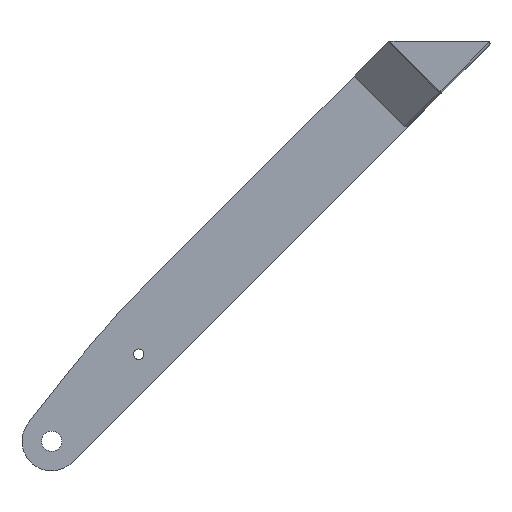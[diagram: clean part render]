
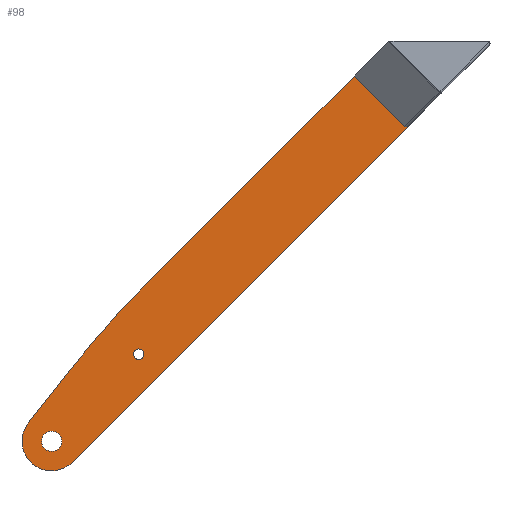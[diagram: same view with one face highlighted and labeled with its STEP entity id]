
A CAD part, front view. The second image highlights one B-rep face of the part: STEP entity #98.
In plain terms, the highlighted planar face has unit normal (0, -1, 0).
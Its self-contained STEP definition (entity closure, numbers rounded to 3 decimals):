
#9 = CIRCLE ( 'NONE', #239, 12. ) ;
#21 = CARTESIAN_POINT ( 'NONE',  ( 0., 0., -12. ) ) ;
#26 = EDGE_CURVE ( 'NONE', #475, #366, #874, .T. ) ;
#27 = CARTESIAN_POINT ( 'NONE',  ( 8.485, 0., -8.485 ) ) ;
#28 = EDGE_CURVE ( 'NONE', #571, #415, #615, .T. ) ;
#29 = AXIS2_PLACEMENT_3D ( 'NONE', #445, #107, #369 ) ;
#44 = DIRECTION ( 'NONE',  ( -0.707, 0., -0.707 ) ) ;
#51 = ORIENTED_EDGE ( 'NONE', *, *, #601, .T. ) ;
#58 = CIRCLE ( 'NONE', #553, 400. ) ;
#62 = EDGE_CURVE ( 'NONE', #494, #571, #693, .T. ) ;
#98 = ADVANCED_FACE ( 'NONE', ( #120, #170, #576 ), #709, .T. ) ;
#107 = DIRECTION ( 'NONE',  ( 0., -1., 0. ) ) ;
#108 = CARTESIAN_POINT ( 'NONE',  ( 0., 0., 0. ) ) ;
#111 = EDGE_LOOP ( 'NONE', ( #216, #162, #414, #348, #119, #829, #785, #698 ) ) ;
#119 = ORIENTED_EDGE ( 'NONE', *, *, #570, .T. ) ;
#120 = FACE_OUTER_BOUND ( 'NONE', #111, .T. ) ;
#122 = DIRECTION ( 'NONE',  ( 0., -1., 0. ) ) ;
#126 = LINE ( 'NONE', #675, #552 ) ;
#133 = AXIS2_PLACEMENT_3D ( 'NONE', #750, #479, #745 ) ;
#142 = DIRECTION ( 'NONE',  ( -0.707, 0., 0.707 ) ) ;
#154 = VERTEX_POINT ( 'NONE', #853 ) ;
#162 = ORIENTED_EDGE ( 'NONE', *, *, #62, .T. ) ;
#170 = FACE_BOUND ( 'NONE', #583, .T. ) ;
#179 = CARTESIAN_POINT ( 'NONE',  ( 39.303, 0., 64.759 ) ) ;
#187 = DIRECTION ( 'NONE',  ( 0., -1., 0. ) ) ;
#202 = VECTOR ( 'NONE', #331, 1000. ) ;
#204 = CARTESIAN_POINT ( 'NONE',  ( 145.298, 0., 128.327 ) ) ;
#205 = VERTEX_POINT ( 'NONE', #431 ) ;
#216 = ORIENTED_EDGE ( 'NONE', *, *, #347, .T. ) ;
#218 = CARTESIAN_POINT ( 'NONE',  ( 122.787, 0., 148.243 ) ) ;
#223 = CARTESIAN_POINT ( 'NONE',  ( 145.298, 0., 128.327 ) ) ;
#229 = CARTESIAN_POINT ( 'NONE',  ( 0., 0., 4.1 ) ) ;
#239 = AXIS2_PLACEMENT_3D ( 'NONE', #108, #187, #707 ) ;
#267 = CARTESIAN_POINT ( 'NONE',  ( 35.355, 0., 35.355 ) ) ;
#280 = CARTESIAN_POINT ( 'NONE',  ( 0., 0., 0. ) ) ;
#285 = AXIS2_PLACEMENT_3D ( 'NONE', #267, #538, #390 ) ;
#292 = ORIENTED_EDGE ( 'NONE', *, *, #833, .T. ) ;
#319 = EDGE_LOOP ( 'NONE', ( #555, #51 ) ) ;
#326 = CIRCLE ( 'NONE', #595, 4.1 ) ;
#331 = DIRECTION ( 'NONE',  ( -0.619, 0., -0.785 ) ) ;
#347 = EDGE_CURVE ( 'NONE', #154, #494, #430, .T. ) ;
#348 = ORIENTED_EDGE ( 'NONE', *, *, #689, .T. ) ;
#350 = AXIS2_PLACEMENT_3D ( 'NONE', #280, #547, #407 ) ;
#359 = CARTESIAN_POINT ( 'NONE',  ( 8.027, 0., 29.564 ) ) ;
#366 = VERTEX_POINT ( 'NONE', #624 ) ;
#369 = DIRECTION ( 'NONE',  ( 0., 0., -1. ) ) ;
#375 = CARTESIAN_POINT ( 'NONE',  ( 0., 0., 0. ) ) ;
#390 = DIRECTION ( 'NONE',  ( 0., 0., 1. ) ) ;
#391 = CARTESIAN_POINT ( 'NONE',  ( 143.293, 0., 127.737 ) ) ;
#405 = CARTESIAN_POINT ( 'NONE',  ( 143.293, 0., 127.737 ) ) ;
#407 = DIRECTION ( 'NONE',  ( 0., 0., 1. ) ) ;
#414 = ORIENTED_EDGE ( 'NONE', *, *, #28, .T. ) ;
#415 = VERTEX_POINT ( 'NONE', #218 ) ;
#420 = VERTEX_POINT ( 'NONE', #229 ) ;
#421 = VECTOR ( 'NONE', #573, 1000. ) ;
#423 = VERTEX_POINT ( 'NONE', #499 ) ;
#430 = LINE ( 'NONE', #27, #421 ) ;
#431 = CARTESIAN_POINT ( 'NONE',  ( 0., 0., -4.1 ) ) ;
#432 = VERTEX_POINT ( 'NONE', #699 ) ;
#445 = CARTESIAN_POINT ( 'NONE',  ( 0., 0., 0. ) ) ;
#446 = DIRECTION ( 'NONE',  ( 0., 0., 1. ) ) ;
#457 = VERTEX_POINT ( 'NONE', #21 ) ;
#475 = VERTEX_POINT ( 'NONE', #359 ) ;
#478 = ORIENTED_EDGE ( 'NONE', *, *, #508, .T. ) ;
#479 = DIRECTION ( 'NONE',  ( 0., 1., 0. ) ) ;
#480 = CARTESIAN_POINT ( 'NONE',  ( 143.707, 0., 127.323 ) ) ;
#494 = VERTEX_POINT ( 'NONE', #223 ) ;
#499 = CARTESIAN_POINT ( 'NONE',  ( 35.355, 0., 33.255 ) ) ;
#508 = EDGE_CURVE ( 'NONE', #420, #205, #326, .T. ) ;
#511 = CIRCLE ( 'NONE', #133, 2.1 ) ;
#521 = CARTESIAN_POINT ( 'NONE',  ( 322.146, 0., -218.084 ) ) ;
#524 = VERTEX_POINT ( 'NONE', #179 ) ;
#535 = EDGE_CURVE ( 'NONE', #457, #154, #9, .T. ) ;
#538 = DIRECTION ( 'NONE',  ( 0., 1., 0. ) ) ;
#542 = VECTOR ( 'NONE', #142, 1000. ) ;
#547 = DIRECTION ( 'NONE',  ( 0., 1., 0. ) ) ;
#552 = VECTOR ( 'NONE', #44, 1000. ) ;
#553 = AXIS2_PLACEMENT_3D ( 'NONE', #521, #122, #661 ) ;
#555 = ORIENTED_EDGE ( 'NONE', *, *, #749, .T. ) ;
#570 = EDGE_CURVE ( 'NONE', #524, #475, #58, .T. ) ;
#571 = VERTEX_POINT ( 'NONE', #391 ) ;
#573 = DIRECTION ( 'NONE',  ( 0.707, 0., 0.707 ) ) ;
#576 = FACE_BOUND ( 'NONE', #319, .T. ) ;
#583 = EDGE_LOOP ( 'NONE', ( #292, #478 ) ) ;
#594 = CIRCLE ( 'NONE', #668, 12. ) ;
#595 = AXIS2_PLACEMENT_3D ( 'NONE', #375, #710, #446 ) ;
#600 = EDGE_CURVE ( 'NONE', #366, #457, #594, .T. ) ;
#601 = EDGE_CURVE ( 'NONE', #432, #423, #702, .T. ) ;
#608 = CARTESIAN_POINT ( 'NONE',  ( 169.495, 0., 101.535 ) ) ;
#615 = LINE ( 'NONE', #608, #542 ) ;
#624 = CARTESIAN_POINT ( 'NONE',  ( -9.424, 0., 7.429 ) ) ;
#661 = DIRECTION ( 'NONE',  ( 0., 0., -1. ) ) ;
#668 = AXIS2_PLACEMENT_3D ( 'NONE', #672, #732, #872 ) ;
#672 = CARTESIAN_POINT ( 'NONE',  ( 0., 0., 0. ) ) ;
#675 = CARTESIAN_POINT ( 'NONE',  ( 136.929, 0., 162.385 ) ) ;
#681 = CARTESIAN_POINT ( 'NONE',  ( 22.627, 0., 48.083 ) ) ;
#689 = EDGE_CURVE ( 'NONE', #415, #524, #126, .T. ) ;
#693 =( BOUNDED_CURVE ( )  B_SPLINE_CURVE ( 3, ( #204, #743, #480, #405 ),
 .UNSPECIFIED., .F., .F. ) 
 B_SPLINE_CURVE_WITH_KNOTS ( ( 4, 4 ),
 ( 1.571, 3.142 ),
 .UNSPECIFIED. ) 
 CURVE ( )  GEOMETRIC_REPRESENTATION_ITEM ( )  RATIONAL_B_SPLINE_CURVE ( ( 1., 0.805, 0.805, 1. ) ) 
 REPRESENTATION_ITEM ( '' )  );
#698 = ORIENTED_EDGE ( 'NONE', *, *, #535, .T. ) ;
#699 = CARTESIAN_POINT ( 'NONE',  ( 35.355, 0., 37.455 ) ) ;
#702 = CIRCLE ( 'NONE', #285, 2.1 ) ;
#707 = DIRECTION ( 'NONE',  ( 0., 0., -1. ) ) ;
#709 = PLANE ( 'NONE',  #29 ) ;
#710 = DIRECTION ( 'NONE',  ( 0., 1., 0. ) ) ;
#732 = DIRECTION ( 'NONE',  ( 0., -1., 0. ) ) ;
#733 = CIRCLE ( 'NONE', #350, 4.1 ) ;
#743 = CARTESIAN_POINT ( 'NONE',  ( 144.538, 0., 127.567 ) ) ;
#745 = DIRECTION ( 'NONE',  ( 0., 0., 1. ) ) ;
#749 = EDGE_CURVE ( 'NONE', #423, #432, #511, .T. ) ;
#750 = CARTESIAN_POINT ( 'NONE',  ( 35.355, 0., 35.355 ) ) ;
#785 = ORIENTED_EDGE ( 'NONE', *, *, #600, .T. ) ;
#829 = ORIENTED_EDGE ( 'NONE', *, *, #26, .T. ) ;
#833 = EDGE_CURVE ( 'NONE', #205, #420, #733, .T. ) ;
#853 = CARTESIAN_POINT ( 'NONE',  ( 8.485, 0., -8.485 ) ) ;
#872 = DIRECTION ( 'NONE',  ( 0., 0., -1. ) ) ;
#874 = LINE ( 'NONE', #681, #202 ) ;
